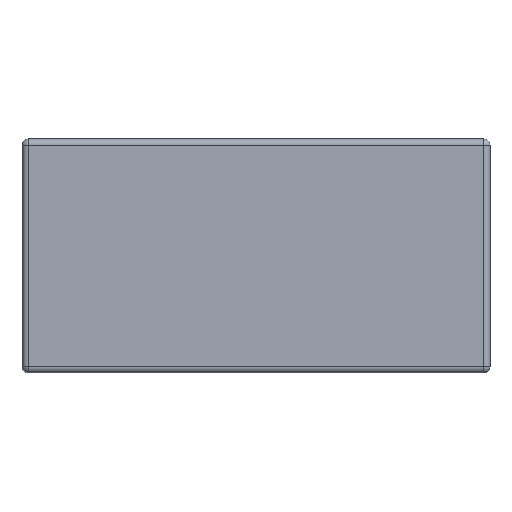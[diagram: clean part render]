
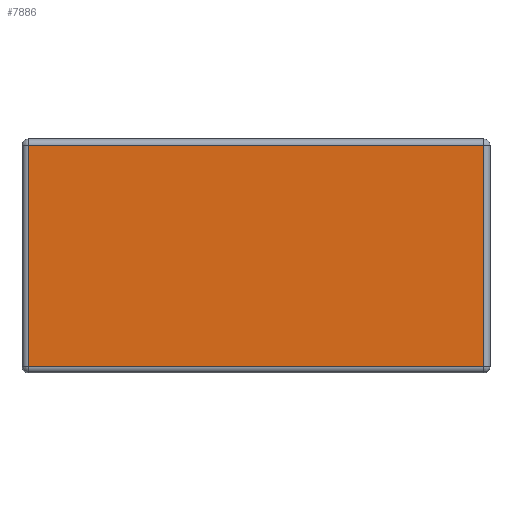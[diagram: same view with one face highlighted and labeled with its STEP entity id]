
A CAD part, front view. The second image highlights one B-rep face of the part: STEP entity #7886.
In plain terms, the highlighted planar face has unit normal (0, -1, 0).
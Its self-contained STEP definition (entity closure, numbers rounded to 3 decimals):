
#192 = CARTESIAN_POINT ( 'NONE',  ( -24.7, 0., 12. ) ) ;
#434 = EDGE_CURVE ( 'NONE', #10080, #1255, #10480, .T. ) ;
#1255 = VERTEX_POINT ( 'NONE', #1535 ) ;
#1363 = ORIENTED_EDGE ( 'NONE', *, *, #434, .T. ) ;
#1535 = CARTESIAN_POINT ( 'NONE',  ( -24.7, 0., -12. ) ) ;
#1594 = CARTESIAN_POINT ( 'NONE',  ( -25.4, 0., -12.7 ) ) ;
#2227 = ORIENTED_EDGE ( 'NONE', *, *, #8894, .T. ) ;
#2337 = DIRECTION ( 'NONE',  ( 1., 0., 0. ) ) ;
#2443 = CARTESIAN_POINT ( 'NONE',  ( 24.7, 0., 12. ) ) ;
#3021 = CARTESIAN_POINT ( 'NONE',  ( 24.7, 0., -12. ) ) ;
#3566 = VECTOR ( 'NONE', #5741, 1000. ) ;
#3762 = DIRECTION ( 'NONE',  ( -1., 0., 0. ) ) ;
#3816 = AXIS2_PLACEMENT_3D ( 'NONE', #1594, #7397, #2337 ) ;
#4405 = EDGE_CURVE ( 'NONE', #1255, #6253, #7592, .T. ) ;
#5204 = VECTOR ( 'NONE', #7665, 1000. ) ;
#5741 = DIRECTION ( 'NONE',  ( 1., 0., 0. ) ) ;
#6186 = DIRECTION ( 'NONE',  ( 0., 0., 1. ) ) ;
#6188 = LINE ( 'NONE', #10281, #7332 ) ;
#6253 = VERTEX_POINT ( 'NONE', #3021 ) ;
#6265 = EDGE_LOOP ( 'NONE', ( #8117, #2227, #1363, #7085 ) ) ;
#6475 = FACE_OUTER_BOUND ( 'NONE', #6265, .T. ) ;
#6738 = EDGE_CURVE ( 'NONE', #6253, #7843, #7933, .T. ) ;
#7027 = VECTOR ( 'NONE', #6186, 1000. ) ;
#7085 = ORIENTED_EDGE ( 'NONE', *, *, #4405, .T. ) ;
#7332 = VECTOR ( 'NONE', #3762, 1000. ) ;
#7397 = DIRECTION ( 'NONE',  ( 0., -1., 0. ) ) ;
#7438 = CARTESIAN_POINT ( 'NONE',  ( -24.7, 0., -12. ) ) ;
#7592 = LINE ( 'NONE', #7438, #3566 ) ;
#7665 = DIRECTION ( 'NONE',  ( 0., 0., -1. ) ) ;
#7843 = VERTEX_POINT ( 'NONE', #2443 ) ;
#7886 = ADVANCED_FACE ( 'NONE', ( #6475 ), #8175, .T. ) ;
#7933 = LINE ( 'NONE', #9306, #7027 ) ;
#8117 = ORIENTED_EDGE ( 'NONE', *, *, #6738, .T. ) ;
#8175 = PLANE ( 'NONE',  #3816 ) ;
#8894 = EDGE_CURVE ( 'NONE', #7843, #10080, #6188, .T. ) ;
#9306 = CARTESIAN_POINT ( 'NONE',  ( 24.7, 0., -12. ) ) ;
#9692 = CARTESIAN_POINT ( 'NONE',  ( -24.7, 0., 12. ) ) ;
#10080 = VERTEX_POINT ( 'NONE', #9692 ) ;
#10281 = CARTESIAN_POINT ( 'NONE',  ( 24.7, 0., 12. ) ) ;
#10480 = LINE ( 'NONE', #192, #5204 ) ;
